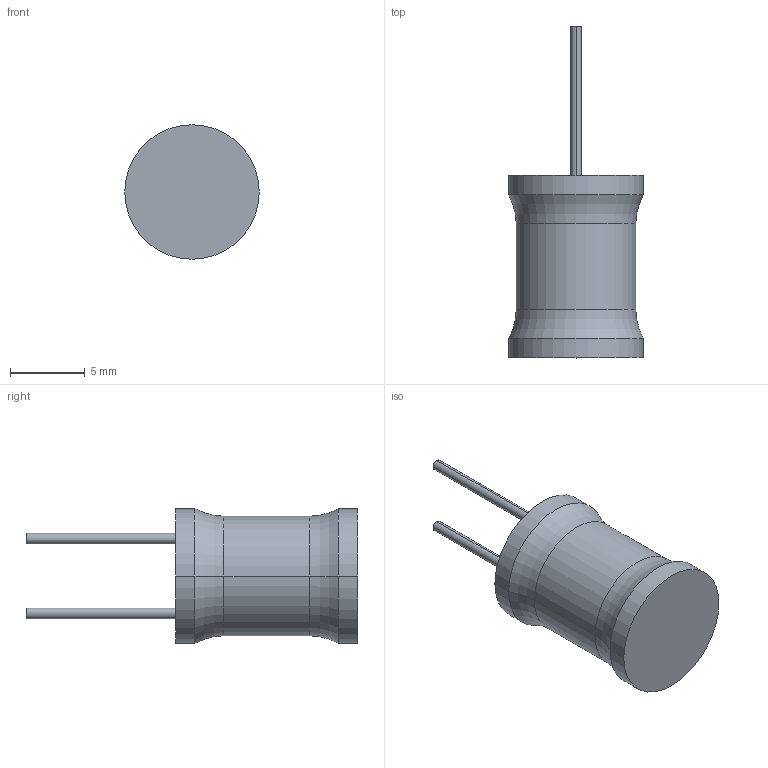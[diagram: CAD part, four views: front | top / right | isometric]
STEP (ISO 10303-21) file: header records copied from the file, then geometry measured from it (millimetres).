
FILE_DESCRIPTION((''),'2;1');
FILE_NAME('6000','2012-08-10T',('ryans'),('Bourns, Inc.'),'PRO/ENGINEER BY PARAMETRIC TECHNOLOGY CORPORATION, 2010100','PRO/ENGINEER BY PARAMETRIC TECHNOLOGY CORPORATION, 2010100','');
FILE_SCHEMA(('CONFIG_CONTROL_DESIGN'));
Length unit declared in the file: millimetre
Products named in the file (1): 6000
Bounding box: 9 x 22.2 x 9 mm (x, y, z)
Volume: 672 mm3; surface area: 494.5 mm2
Topology: 1 solids, 1 shells, 18 faces, 34 edges, 20 vertices
Faces by surface type: cylinder 10, plane 4, torus 4
Entity records: 496 total; most frequent: DIRECTION 94, CARTESIAN_POINT 72, ORIENTED_EDGE 68, AXIS2_PLACEMENT_3D 42, EDGE_CURVE 34, CIRCLE 24, VERTEX_POINT 20, EDGE_LOOP 20
